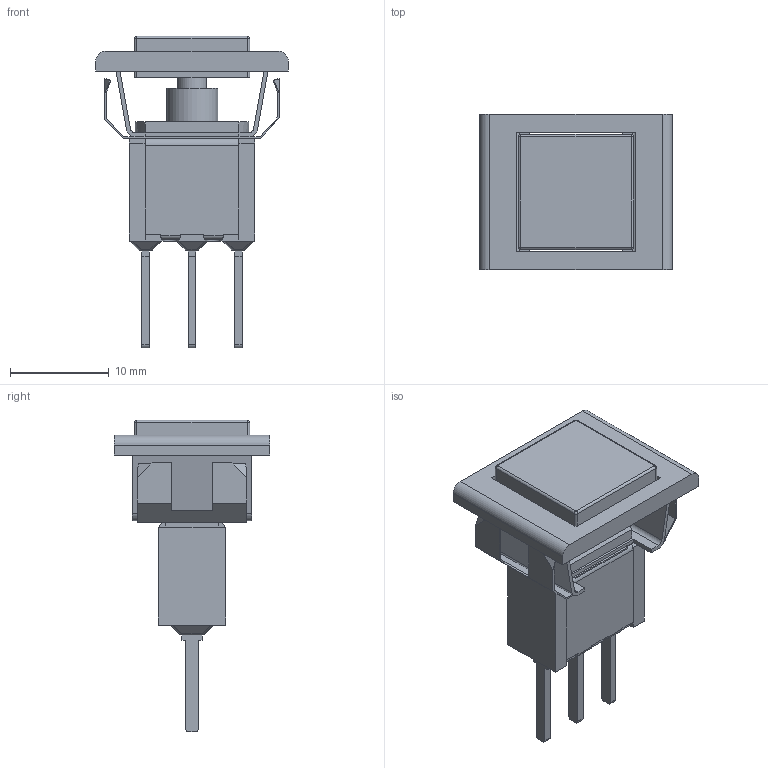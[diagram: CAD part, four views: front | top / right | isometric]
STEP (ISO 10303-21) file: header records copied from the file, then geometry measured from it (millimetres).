
FILE_DESCRIPTION(/* description */ (''),/* implementation_level */ '2;1');
FILE_NAME(/* name */ '700SP7M53xEAP2xxxxxx.stp',/* time_stamp */ '2025-05-16T08:22:39-05:00',/* author */ ('mroman'),/* organization */ (''),/* preprocessor_version */ 'ST-DEVELOPER v18.1',/* originating_system */ 'Autodesk Inventor 2022',/* authorisation */ '');
FILE_SCHEMA (('AUTOMOTIVE_DESIGN { 1 0 10303 214 3 1 1 }'));
Length unit declared in the file: centimetre
Products named in the file (1): 700SP7M53xEAP2xxxxxx
Bounding box: 19.5 x 15.7 x 31.54 mm (x, y, z)
Volume: 1803.7 mm3; surface area: 2883.8 mm2
Topology: 1 solids, 1 shells, 342 faces, 889 edges, 544 vertices
Faces by surface type: plane 260, cylinder 66, sphere 16
Full cylindrical faces by diameter (mm): 2.946 x1, 3.1 x2, 5.2 x1
Entity records: 10154 total; most frequent: CARTESIAN_POINT 1760, ORIENTED_EDGE 1746, DIRECTION 1705, EDGE_CURVE 873, LINE 727, VECTOR 727, VERTEX_POINT 544, AXIS2_PLACEMENT_3D 489
